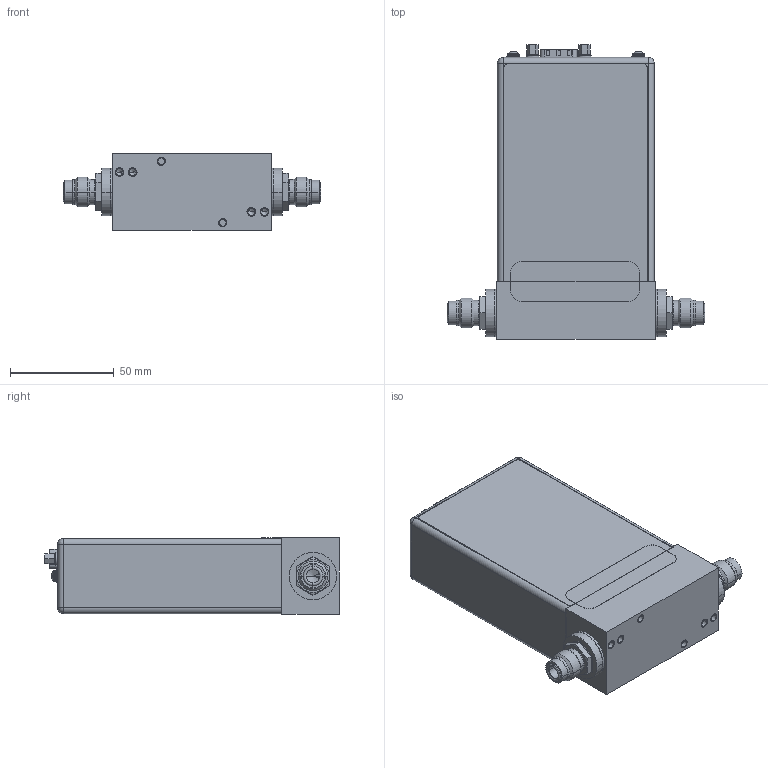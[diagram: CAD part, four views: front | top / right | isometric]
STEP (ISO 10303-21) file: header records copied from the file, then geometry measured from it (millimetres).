
FILE_DESCRIPTION((''),'2;1');
FILE_NAME('1054200_9-PIN_STP-MODEL_ASM','2016-09-08T',('cockrofm'),(''),'PRO/ENGINEER BY PARAMETRIC TECHNOLOGY CORPORATION, 2016100','PRO/ENGINEER BY PARAMETRIC TECHNOLOGY CORPORATION, 2016100','');
FILE_SCHEMA(('CONFIG_CONTROL_DESIGN'));
Length unit declared in the file: inch
Products named in the file (31): 1052409_FLOWBODY; 1052520_BRACKET; 185-7810_LCKWSHR; 1007235_CONN_RJ45; 1055809_CONN_HEADER_2-PIN; 1046268_ANALOG_MAIN_BD_ASM; 1046576_PWB_BOARD; 171-009-113; SQT-PIN; SQT-PIN_AF0; SQT-CASE_AF4; SQT-PIN_AF1; SQT-125-01-X-S-RA_ANY_ASM_AF0_ASM; 1046431_10-PIN_HEADER_ASM; 1046651_20-PIN_CONN_ASM; 1037026_PUSH-BUTTON; 1041885_LED; 1046577_CCA_ASSY_ASM; 1046138-003; 185-3740; 1016309-003; 1011702-002_4-40_PAN-HD-SEMS; PLUG_P_9_ASSY_AS_MOLDED_ANY_ASM; 1053221-001_P9_ARMATURE_ASSEMBL_ASM; 1053221-001_P9_ARMATURE_REV3_ASM; 1042639-001_FRT; 122676; 1048317_REAR_LABEL; 1067063-003; 1052683_FITTING-4VCR; 1054200_9-PIN_STP-MODEL_ASM
Assembly tree (43 placements, depth 6):
  1054200_9-PIN_STP-MODEL_ASM
    1052409_FLOWBODY
    1052520_BRACKET
    185-7810_LCKWSHR
    1046268_ANALOG_MAIN_BD_ASM
      1007235_CONN_RJ45
      1055809_CONN_HEADER_2-PIN
    1046577_CCA_ASSY_ASM
      1046576_PWB_BOARD
      171-009-113
      1046651_20-PIN_CONN_ASM
        1046431_10-PIN_HEADER_ASM
          SQT-125-01-X-S-RA_ANY_ASM_AF0_ASM
            SQT-PIN  x10
            SQT-PIN_AF0
            SQT-CASE_AF4
            SQT-PIN_AF1
      1037026_PUSH-BUTTON
      1041885_LED
    1046138-003
    185-3740  x2
    1016309-003  x2
    1011702-002_4-40_PAN-HD-SEMS  x2
    1053221-001_P9_ARMATURE_REV3_ASM
      1053221-001_P9_ARMATURE_ASSEMBL_ASM
        PLUG_P_9_ASSY_AS_MOLDED_ANY_ASM
    1042639-001_FRT
    122676
    1048317_REAR_LABEL
    1067063-003
    1052683_FITTING-4VCR  x2
Bounding box: 123.95 x 141.96 x 36.86 mm (x, y, z)
Volume: 107474.4 mm3; surface area: 122003.5 mm2
Topology: 33 solids, 47 shells, 2096 faces, 5402 edges, 3480 vertices
Faces by surface type: plane 1329, cylinder 535, cone 78, torus 71, bspline 45, extrusion 24, sphere 14
Entity records: 49138 total; most frequent: CARTESIAN_POINT 10037, DIRECTION 8032, ORIENTED_EDGE 7846, EDGE_CURVE 3949, VECTOR 2908, LINE 2884, AXIS2_PLACEMENT_3D 2562, VERTEX_POINT 2545
